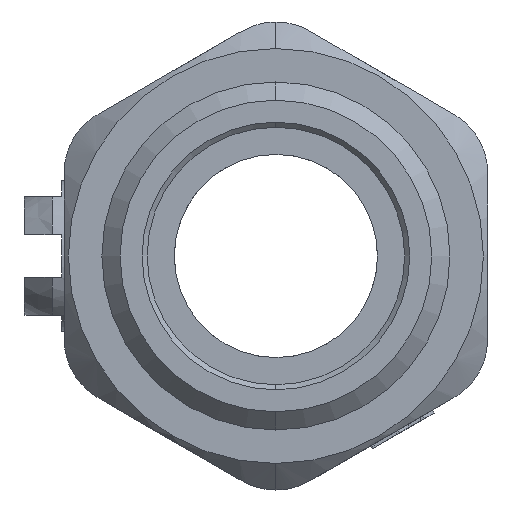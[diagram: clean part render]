
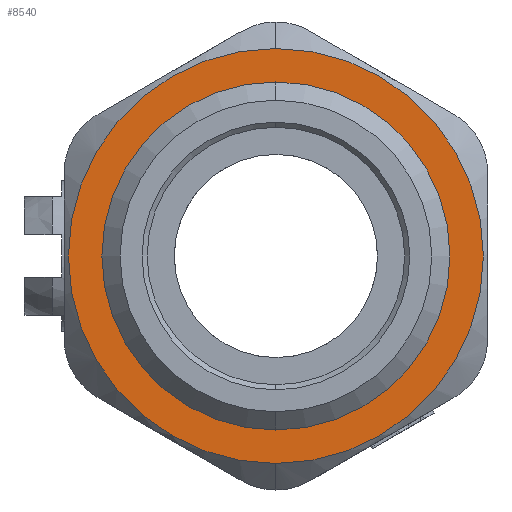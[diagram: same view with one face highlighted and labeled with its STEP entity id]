
A CAD part, left-side view. The second image highlights one B-rep face of the part: STEP entity #8540.
In plain terms, the highlighted planar face has unit normal (-1, 0, 0).
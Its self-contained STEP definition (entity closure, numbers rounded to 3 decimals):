
#179 = AXIS2_PLACEMENT_3D ( 'NONE', #15945, #11616, #12969 ) ;
#696 = EDGE_CURVE ( 'NONE', #15186, #2304, #6558, .T. ) ;
#777 = CARTESIAN_POINT ( 'NONE',  ( -8.9, 10.275, 0. ) ) ;
#1005 = EDGE_CURVE ( 'NONE', #14927, #5469, #16964, .T. ) ;
#1285 = AXIS2_PLACEMENT_3D ( 'NONE', #5570, #2692, #5395 ) ;
#1625 = EDGE_CURVE ( 'NONE', #5469, #14927, #15244, .T. ) ;
#1736 = FACE_OUTER_BOUND ( 'NONE', #12593, .T. ) ;
#2304 = VERTEX_POINT ( 'NONE', #15270 ) ;
#2366 = CARTESIAN_POINT ( 'NONE',  ( -8.9, 0., 12.25 ) ) ;
#2692 = DIRECTION ( 'NONE',  ( 1., 0., 0. ) ) ;
#3577 = DIRECTION ( 'NONE',  ( 0., 0., -1. ) ) ;
#3581 = CARTESIAN_POINT ( 'NONE',  ( -8.9, 0., 0. ) ) ;
#4368 = DIRECTION ( 'NONE',  ( 1., 0., 0. ) ) ;
#4481 = DIRECTION ( 'NONE',  ( 0., 0., -1. ) ) ;
#5395 = DIRECTION ( 'NONE',  ( 0., 0., -1. ) ) ;
#5469 = VERTEX_POINT ( 'NONE', #9838 ) ;
#5570 = CARTESIAN_POINT ( 'NONE',  ( -8.9, 0., 0. ) ) ;
#5734 = EDGE_LOOP ( 'NONE', ( #17514, #5764 ) ) ;
#5764 = ORIENTED_EDGE ( 'NONE', *, *, #1005, .T. ) ;
#6558 = CIRCLE ( 'NONE', #1285, 12.25 ) ;
#6875 = CARTESIAN_POINT ( 'NONE',  ( -8.9, 0., 10.275 ) ) ;
#7633 = DIRECTION ( 'NONE',  ( 0., 0., -1. ) ) ;
#7878 = PLANE ( 'NONE',  #17468 ) ;
#8540 = ADVANCED_FACE ( 'NONE', ( #1736, #16778 ), #7878, .F. ) ;
#9249 = DIRECTION ( 'NONE',  ( 1., 0., 0. ) ) ;
#9301 = AXIS2_PLACEMENT_3D ( 'NONE', #9969, #4368, #4481 ) ;
#9838 = CARTESIAN_POINT ( 'NONE',  ( -8.9, 0., -10.275 ) ) ;
#9969 = CARTESIAN_POINT ( 'NONE',  ( -8.9, 0., 0. ) ) ;
#10965 = AXIS2_PLACEMENT_3D ( 'NONE', #3581, #13442, #7633 ) ;
#11616 = DIRECTION ( 'NONE',  ( 1., 0., 0. ) ) ;
#12405 = ORIENTED_EDGE ( 'NONE', *, *, #13948, .F. ) ;
#12593 = EDGE_LOOP ( 'NONE', ( #12405, #15766 ) ) ;
#12969 = DIRECTION ( 'NONE',  ( 0., 0., -1. ) ) ;
#13442 = DIRECTION ( 'NONE',  ( 1., 0., 0. ) ) ;
#13948 = EDGE_CURVE ( 'NONE', #2304, #15186, #14216, .T. ) ;
#14216 = CIRCLE ( 'NONE', #179, 12.25 ) ;
#14927 = VERTEX_POINT ( 'NONE', #6875 ) ;
#15186 = VERTEX_POINT ( 'NONE', #2366 ) ;
#15244 = CIRCLE ( 'NONE', #9301, 10.275 ) ;
#15270 = CARTESIAN_POINT ( 'NONE',  ( -8.9, 0., -12.25 ) ) ;
#15766 = ORIENTED_EDGE ( 'NONE', *, *, #696, .F. ) ;
#15945 = CARTESIAN_POINT ( 'NONE',  ( -8.9, 0., 0. ) ) ;
#16778 = FACE_BOUND ( 'NONE', #5734, .T. ) ;
#16964 = CIRCLE ( 'NONE', #10965, 10.275 ) ;
#17468 = AXIS2_PLACEMENT_3D ( 'NONE', #777, #9249, #3577 ) ;
#17514 = ORIENTED_EDGE ( 'NONE', *, *, #1625, .T. ) ;
